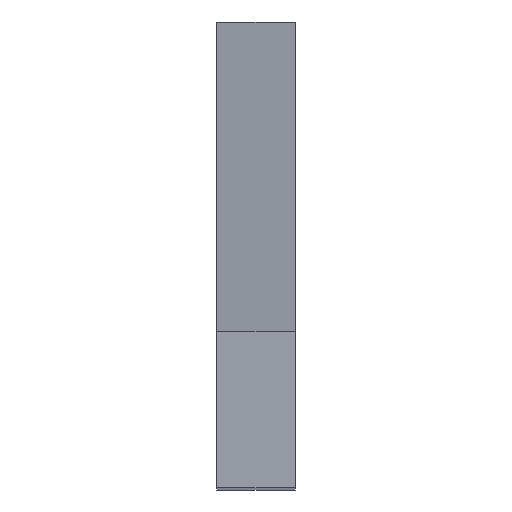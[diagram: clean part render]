
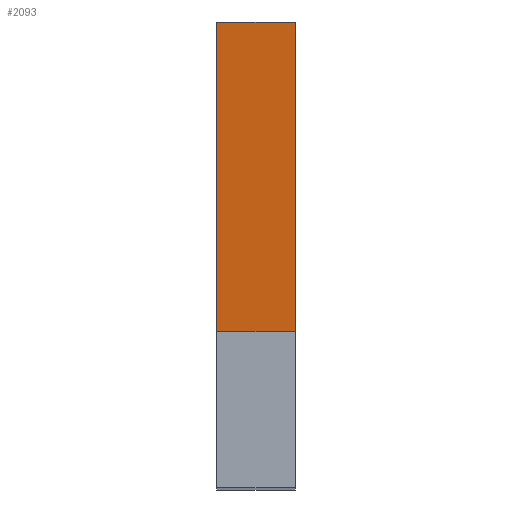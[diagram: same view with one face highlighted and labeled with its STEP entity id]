
A CAD part, top view. The second image highlights one B-rep face of the part: STEP entity #2093.
In plain terms, the highlighted planar face has unit normal (0, 0.976, 0.217).
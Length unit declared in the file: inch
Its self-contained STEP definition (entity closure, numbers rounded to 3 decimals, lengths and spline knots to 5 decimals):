
#184=PLANE('',#2402);
#313=FACE_OUTER_BOUND('',#482,.T.);
#482=EDGE_LOOP('',(#1786,#1787,#1788,#1789));
#655=LINE('',#3636,#750);
#663=LINE('',#3651,#758);
#664=LINE('',#3653,#759);
#665=LINE('',#3654,#760);
#750=VECTOR('',#3071,0.3937);
#758=VECTOR('',#3083,0.3937);
#759=VECTOR('',#3086,0.3937);
#760=VECTOR('',#3087,0.3937);
#1094=VERTEX_POINT('',#3633);
#1095=VERTEX_POINT('',#3635);
#1099=VERTEX_POINT('',#3647);
#1100=VERTEX_POINT('',#3649);
#1351=EDGE_CURVE('',#1094,#1095,#655,.T.);
#1359=EDGE_CURVE('',#1099,#1100,#663,.T.);
#1360=EDGE_CURVE('',#1094,#1099,#664,.T.);
#1361=EDGE_CURVE('',#1095,#1100,#665,.T.);
#1786=ORIENTED_EDGE('',*,*,#1360,.T.);
#1787=ORIENTED_EDGE('',*,*,#1359,.T.);
#1788=ORIENTED_EDGE('',*,*,#1361,.F.);
#1789=ORIENTED_EDGE('',*,*,#1351,.F.);
#2093=ADVANCED_FACE('',(#313),#184,.T.);
#2402=AXIS2_PLACEMENT_3D('',#3652,#3084,#3085);
#3071=DIRECTION('',(-1.,0.,0.));
#3083=DIRECTION('',(-1.,0.,0.));
#3084=DIRECTION('center_axis',(0.,0.976,0.217));
#3085=DIRECTION('ref_axis',(0.,0.217,-0.976));
#3086=DIRECTION('',(0.,0.217,-0.976));
#3087=DIRECTION('',(0.,0.217,-0.976));
#3633=CARTESIAN_POINT('',(0.,1.,9.));
#3635=CARTESIAN_POINT('',(-0.5,1.,9.));
#3636=CARTESIAN_POINT('',(0.,1.,9.));
#3647=CARTESIAN_POINT('',(0.,3.,0.));
#3649=CARTESIAN_POINT('',(-0.5,3.,0.));
#3651=CARTESIAN_POINT('',(0.,3.,0.));
#3652=CARTESIAN_POINT('Origin',(0.,1.,9.));
#3653=CARTESIAN_POINT('',(0.,1.,9.));
#3654=CARTESIAN_POINT('',(-0.5,1.,9.));
